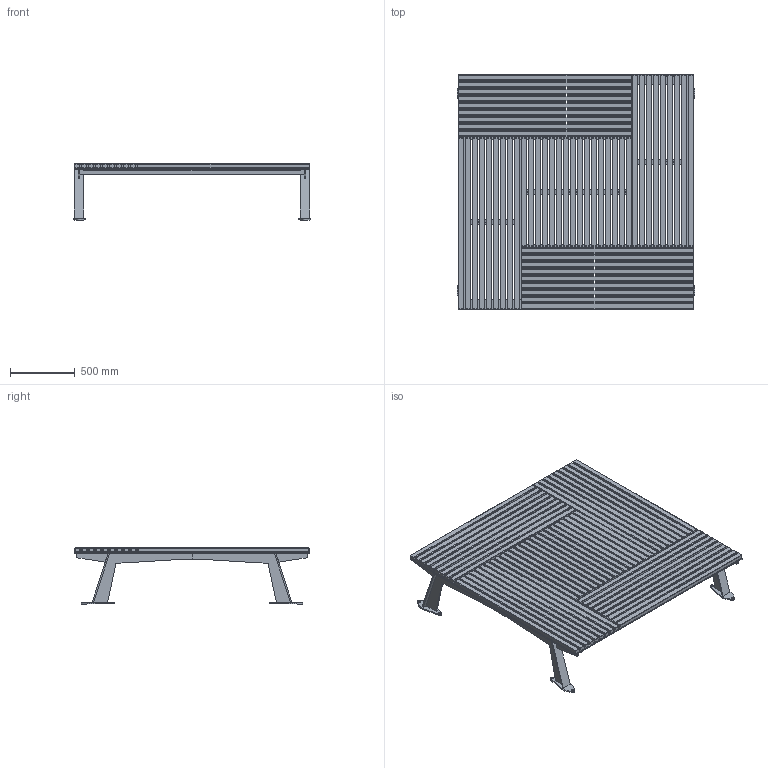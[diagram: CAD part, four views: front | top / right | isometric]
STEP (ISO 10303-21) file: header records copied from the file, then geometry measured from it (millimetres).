
FILE_DESCRIPTION(/* description */ (''),/* implementation_level */ '2;1');
FILE_NAME(/* name */ 'EDG11-A_UAP_EDGE_Platform_3D',/* time_stamp */ '2018-01-23T17:01:19-05:00',/* author */ (''),/* organization */ (''),/* preprocessor_version */ 'ST-DEVELOPER v15',/* originating_system */ '',/* authorisation */ '');
FILE_SCHEMA (('AUTOMOTIVE_DESIGN'));
Length unit declared in the file: millimetre
Products named in the file (1): Document
Bounding box: 1839.81 x 1809.8 x 433.62 mm (x, y, z)
Volume: 94287688.2 mm3; surface area: 12563729.8 mm2
Topology: 77 solids, 85 shells, 1822 faces, 4164 edges, 2088 vertices
Faces by surface type: bspline 1308, plane 514
Entity records: 45586 total; most frequent: CARTESIAN_POINT 22937, ORIENTED_EDGE 7464, EDGE_CURVE 3748, VERTEX_POINT 2088, EDGE_LOOP 2056, ADVANCED_FACE 1822, FACE_OUTER_BOUND 1822, B_SPLINE_CURVE_WITH_KNOTS 910
